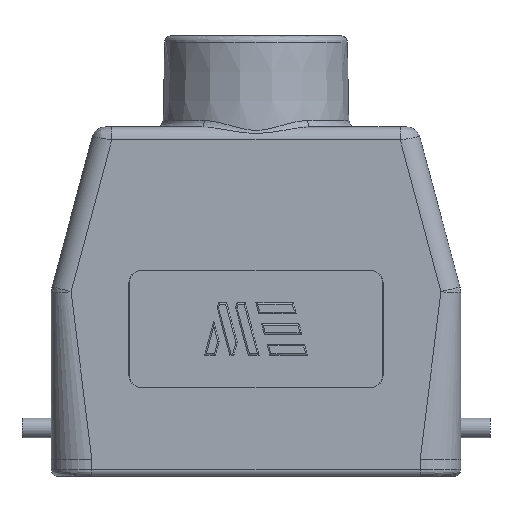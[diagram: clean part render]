
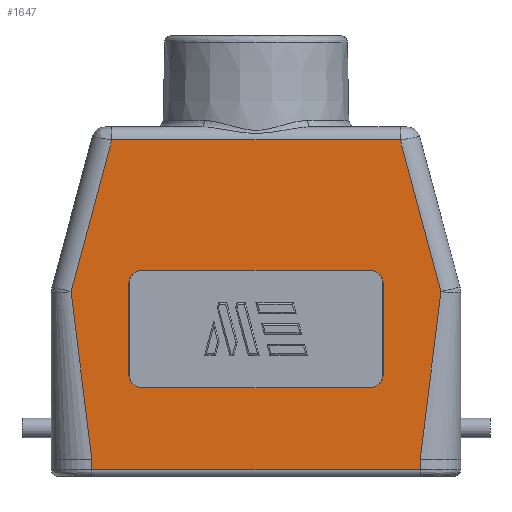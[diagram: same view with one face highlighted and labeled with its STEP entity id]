
A CAD part, front view. The second image highlights one B-rep face of the part: STEP entity #1647.
In plain terms, the highlighted planar face has unit normal (0, -1, 0).
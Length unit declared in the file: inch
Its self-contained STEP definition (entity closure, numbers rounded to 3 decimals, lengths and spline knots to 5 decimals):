
#33 = EDGE_CURVE ( 'NONE', #6021, #3579, #1575, .T. ) ;
#60 = CARTESIAN_POINT ( 'NONE',  ( 1.1168, -0.57677, 1.09152 ) ) ;
#152 = AXIS2_PLACEMENT_3D ( 'NONE', #773, #2854, #3600 ) ;
#363 = EDGE_CURVE ( 'NONE', #1653, #6817, #1695, .T. ) ;
#390 = CARTESIAN_POINT ( 'NONE',  ( 0.76772, -0.57677, 1.14173 ) ) ;
#402 = DIRECTION ( 'NONE',  ( 0.122, 0., 0.993 ) ) ;
#521 = EDGE_LOOP ( 'NONE', ( #4813, #2980, #4486, #7065, #6016, #820, #7927, #798 ) ) ;
#576 = EDGE_CURVE ( 'NONE', #4627, #7181, #5599, .T. ) ;
#585 = CARTESIAN_POINT ( 'NONE',  ( -0.87126, -0.57677, 2.00787 ) ) ;
#598 = VECTOR ( 'NONE', #1594, 39.37008 ) ;
#612 = CARTESIAN_POINT ( 'NONE',  ( -0.87126, -0.57677, 2.00787 ) ) ;
#773 = CARTESIAN_POINT ( 'NONE',  ( 0.68898, -0.57677, 1.14173 ) ) ;
#780 = CARTESIAN_POINT ( 'NONE',  ( 0.68898, -0.57677, 1.22047 ) ) ;
#798 = ORIENTED_EDGE ( 'NONE', *, *, #6129, .T. ) ;
#813 = DIRECTION ( 'NONE',  ( 0., 0., 1. ) ) ;
#820 = ORIENTED_EDGE ( 'NONE', *, *, #7080, .T. ) ;
#845 = LINE ( 'NONE', #3545, #1055 ) ;
#1055 = VECTOR ( 'NONE', #8356, 39.37008 ) ;
#1095 = EDGE_CURVE ( 'NONE', #7261, #7073, #8179, .T. ) ;
#1161 = CARTESIAN_POINT ( 'NONE',  ( 1.23622, -0.57677, 1.22047 ) ) ;
#1239 = DIRECTION ( 'NONE',  ( 0., 0., -1. ) ) ;
#1267 = EDGE_CURVE ( 'NONE', #3579, #8255, #845, .T. ) ;
#1284 = CARTESIAN_POINT ( 'NONE',  ( 0.76772, -0.57677, 0.59055 ) ) ;
#1376 = DIRECTION ( 'NONE',  ( 0., 0., -1. ) ) ;
#1575 = LINE ( 'NONE', #7542, #5674 ) ;
#1594 = DIRECTION ( 'NONE',  ( 0., 0., 1. ) ) ;
#1647 = ADVANCED_FACE ( 'NONE', ( #3656, #6459 ), #4353, .T. ) ;
#1653 = VERTEX_POINT ( 'NONE', #2329 ) ;
#1695 = LINE ( 'NONE', #1161, #2623 ) ;
#1825 = DIRECTION ( 'NONE',  ( 1., 0., 0. ) ) ;
#1921 = VECTOR ( 'NONE', #2463, 39.37008 ) ;
#2114 = CARTESIAN_POINT ( 'NONE',  ( -0.99213, -0.57677, 0.01575 ) ) ;
#2138 = CARTESIAN_POINT ( 'NONE',  ( 0.68898, -0.57677, 0.51181 ) ) ;
#2284 = VECTOR ( 'NONE', #402, 39.37008 ) ;
#2329 = CARTESIAN_POINT ( 'NONE',  ( -0.68898, -0.57677, 1.22047 ) ) ;
#2332 = ORIENTED_EDGE ( 'NONE', *, *, #8562, .T. ) ;
#2456 = LINE ( 'NONE', #5110, #2284 ) ;
#2463 = DIRECTION ( 'NONE',  ( -1., 0., 0. ) ) ;
#2623 = VECTOR ( 'NONE', #1825, 39.37008 ) ;
#2676 = CARTESIAN_POINT ( 'NONE',  ( -1.1168, -0.57677, 1.09152 ) ) ;
#2701 = VERTEX_POINT ( 'NONE', #8337 ) ;
#2830 = VERTEX_POINT ( 'NONE', #5873 ) ;
#2854 = DIRECTION ( 'NONE',  ( 0., 1., 0. ) ) ;
#2862 = ORIENTED_EDGE ( 'NONE', *, *, #4696, .T. ) ;
#2980 = ORIENTED_EDGE ( 'NONE', *, *, #363, .T. ) ;
#3031 = CARTESIAN_POINT ( 'NONE',  ( -0.76772, -0.57677, 1.14173 ) ) ;
#3036 = DIRECTION ( 'NONE',  ( 0., -1., 0. ) ) ;
#3241 = LINE ( 'NONE', #5955, #4286 ) ;
#3422 = AXIS2_PLACEMENT_3D ( 'NONE', #5290, #6588, #8642 ) ;
#3452 = ORIENTED_EDGE ( 'NONE', *, *, #1095, .T. ) ;
#3491 = EDGE_CURVE ( 'NONE', #5922, #4664, #8235, .T. ) ;
#3545 = CARTESIAN_POINT ( 'NONE',  ( -0.99213, -0.57677, 0.07874 ) ) ;
#3579 = VERTEX_POINT ( 'NONE', #7729 ) ;
#3600 = DIRECTION ( 'NONE',  ( 0., 0., -1. ) ) ;
#3656 = FACE_OUTER_BOUND ( 'NONE', #4072, .T. ) ;
#3657 = DIRECTION ( 'NONE',  ( 0.122, 0., -0.993 ) ) ;
#3819 = CARTESIAN_POINT ( 'NONE',  ( 0.99213, -0.57677, 0.07874 ) ) ;
#3905 = LINE ( 'NONE', #7334, #6981 ) ;
#3983 = CIRCLE ( 'NONE', #7959, 0.07874 ) ;
#4049 = CARTESIAN_POINT ( 'NONE',  ( 0.99213, -0.57677, 0.07874 ) ) ;
#4050 = EDGE_CURVE ( 'NONE', #7073, #6021, #4980, .T. ) ;
#4072 = EDGE_LOOP ( 'NONE', ( #7165, #4340, #6786, #5445, #8471, #2862, #2332, #3452 ) ) ;
#4101 = VERTEX_POINT ( 'NONE', #3031 ) ;
#4139 = DIRECTION ( 'NONE',  ( 0., 0., -1. ) ) ;
#4286 = VECTOR ( 'NONE', #6003, 39.37008 ) ;
#4340 = ORIENTED_EDGE ( 'NONE', *, *, #33, .T. ) ;
#4353 = PLANE ( 'NONE',  #7746 ) ;
#4486 = ORIENTED_EDGE ( 'NONE', *, *, #8738, .T. ) ;
#4512 = DIRECTION ( 'NONE',  ( -1., 0., 0. ) ) ;
#4627 = VERTEX_POINT ( 'NONE', #1284 ) ;
#4664 = VERTEX_POINT ( 'NONE', #3819 ) ;
#4696 = EDGE_CURVE ( 'NONE', #4664, #2830, #2456, .T. ) ;
#4702 = EDGE_CURVE ( 'NONE', #7303, #2701, #7676, .T. ) ;
#4813 = ORIENTED_EDGE ( 'NONE', *, *, #5177, .T. ) ;
#4855 = EDGE_CURVE ( 'NONE', #5102, #4627, #7392, .T. ) ;
#4943 = CARTESIAN_POINT ( 'NONE',  ( 1.23622, -0.57677, 2.00787 ) ) ;
#4980 = LINE ( 'NONE', #612, #8384 ) ;
#4988 = CARTESIAN_POINT ( 'NONE',  ( 1.23622, -0.57677, 0.07874 ) ) ;
#5015 = VECTOR ( 'NONE', #813, 39.37008 ) ;
#5102 = VERTEX_POINT ( 'NONE', #390 ) ;
#5110 = CARTESIAN_POINT ( 'NONE',  ( 0.99213, -0.57677, 0.07874 ) ) ;
#5177 = EDGE_CURVE ( 'NONE', #4101, #1653, #3983, .T. ) ;
#5290 = CARTESIAN_POINT ( 'NONE',  ( -0.68898, -0.57677, 0.59055 ) ) ;
#5445 = ORIENTED_EDGE ( 'NONE', *, *, #5947, .F. ) ;
#5469 = CARTESIAN_POINT ( 'NONE',  ( 0.87126, -0.57677, 2.00787 ) ) ;
#5599 = CIRCLE ( 'NONE', #6448, 0.07874 ) ;
#5674 = VECTOR ( 'NONE', #3657, 39.37008 ) ;
#5873 = CARTESIAN_POINT ( 'NONE',  ( 1.1168, -0.57677, 1.09152 ) ) ;
#5909 = CARTESIAN_POINT ( 'NONE',  ( 0.99213, -0.57677, 0.01575 ) ) ;
#5922 = VERTEX_POINT ( 'NONE', #5909 ) ;
#5947 = EDGE_CURVE ( 'NONE', #5922, #8255, #3905, .T. ) ;
#5955 = CARTESIAN_POINT ( 'NONE',  ( 1.23622, -0.57677, 0.51181 ) ) ;
#6003 = DIRECTION ( 'NONE',  ( -1., 0., 0. ) ) ;
#6016 = ORIENTED_EDGE ( 'NONE', *, *, #576, .T. ) ;
#6021 = VERTEX_POINT ( 'NONE', #2676 ) ;
#6129 = EDGE_CURVE ( 'NONE', #2701, #4101, #7686, .T. ) ;
#6317 = CARTESIAN_POINT ( 'NONE',  ( -0.76772, -0.57677, 0.07874 ) ) ;
#6396 = CIRCLE ( 'NONE', #152, 0.07874 ) ;
#6448 = AXIS2_PLACEMENT_3D ( 'NONE', #7558, #7468, #1376 ) ;
#6459 = FACE_BOUND ( 'NONE', #521, .T. ) ;
#6500 = DIRECTION ( 'NONE',  ( 1., 0., 0. ) ) ;
#6588 = DIRECTION ( 'NONE',  ( 0., 1., 0. ) ) ;
#6732 = DIRECTION ( 'NONE',  ( -0.259, 0., 0.966 ) ) ;
#6786 = ORIENTED_EDGE ( 'NONE', *, *, #1267, .T. ) ;
#6817 = VERTEX_POINT ( 'NONE', #780 ) ;
#6845 = DIRECTION ( 'NONE',  ( -0.259, 0., -0.966 ) ) ;
#6974 = CARTESIAN_POINT ( 'NONE',  ( -0.68898, -0.57677, 1.14173 ) ) ;
#6981 = VECTOR ( 'NONE', #4512, 39.37008 ) ;
#7065 = ORIENTED_EDGE ( 'NONE', *, *, #4855, .T. ) ;
#7073 = VERTEX_POINT ( 'NONE', #585 ) ;
#7080 = EDGE_CURVE ( 'NONE', #7181, #7303, #3241, .T. ) ;
#7165 = ORIENTED_EDGE ( 'NONE', *, *, #4050, .T. ) ;
#7181 = VERTEX_POINT ( 'NONE', #2138 ) ;
#7261 = VERTEX_POINT ( 'NONE', #5469 ) ;
#7303 = VERTEX_POINT ( 'NONE', #8441 ) ;
#7332 = DIRECTION ( 'NONE',  ( 0., 1., 0. ) ) ;
#7334 = CARTESIAN_POINT ( 'NONE',  ( 1.23622, -0.57677, 0.01575 ) ) ;
#7392 = LINE ( 'NONE', #8159, #8531 ) ;
#7468 = DIRECTION ( 'NONE',  ( 0., 1., 0. ) ) ;
#7542 = CARTESIAN_POINT ( 'NONE',  ( -1.1168, -0.57677, 1.09152 ) ) ;
#7558 = CARTESIAN_POINT ( 'NONE',  ( 0.68898, -0.57677, 0.59055 ) ) ;
#7676 = CIRCLE ( 'NONE', #3422, 0.07874 ) ;
#7686 = LINE ( 'NONE', #6317, #598 ) ;
#7729 = CARTESIAN_POINT ( 'NONE',  ( -0.99213, -0.57677, 0.07874 ) ) ;
#7746 = AXIS2_PLACEMENT_3D ( 'NONE', #4988, #3036, #6500 ) ;
#7927 = ORIENTED_EDGE ( 'NONE', *, *, #4702, .T. ) ;
#7959 = AXIS2_PLACEMENT_3D ( 'NONE', #6974, #7332, #1239 ) ;
#7969 = LINE ( 'NONE', #60, #8524 ) ;
#8159 = CARTESIAN_POINT ( 'NONE',  ( 0.76772, -0.57677, 0.07874 ) ) ;
#8179 = LINE ( 'NONE', #4943, #1921 ) ;
#8235 = LINE ( 'NONE', #4049, #5015 ) ;
#8255 = VERTEX_POINT ( 'NONE', #2114 ) ;
#8337 = CARTESIAN_POINT ( 'NONE',  ( -0.76772, -0.57677, 0.59055 ) ) ;
#8356 = DIRECTION ( 'NONE',  ( 0., 0., -1. ) ) ;
#8384 = VECTOR ( 'NONE', #6845, 39.37008 ) ;
#8441 = CARTESIAN_POINT ( 'NONE',  ( -0.68898, -0.57677, 0.51181 ) ) ;
#8471 = ORIENTED_EDGE ( 'NONE', *, *, #3491, .T. ) ;
#8524 = VECTOR ( 'NONE', #6732, 39.37008 ) ;
#8531 = VECTOR ( 'NONE', #4139, 39.37008 ) ;
#8562 = EDGE_CURVE ( 'NONE', #2830, #7261, #7969, .T. ) ;
#8642 = DIRECTION ( 'NONE',  ( 0., 0., -1. ) ) ;
#8738 = EDGE_CURVE ( 'NONE', #6817, #5102, #6396, .T. ) ;
